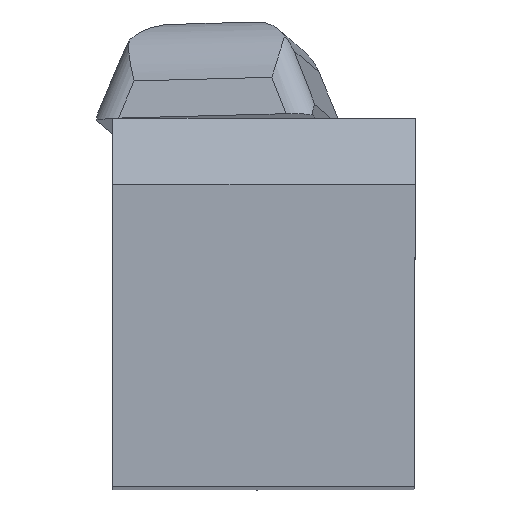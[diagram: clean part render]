
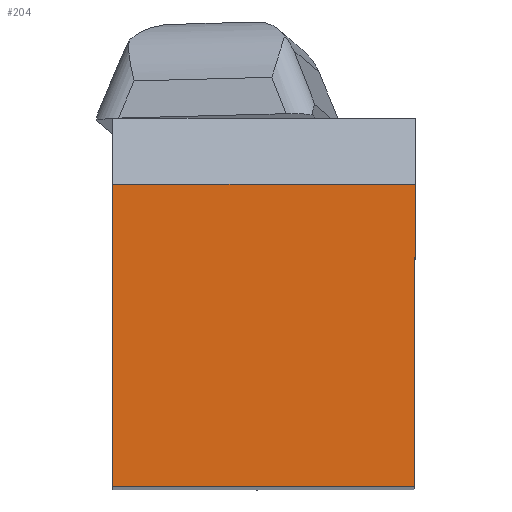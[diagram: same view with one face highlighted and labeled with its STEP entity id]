
A CAD part, top view. The second image highlights one B-rep face of the part: STEP entity #204.
In plain terms, the highlighted planar face has unit normal (0, 0, 1).
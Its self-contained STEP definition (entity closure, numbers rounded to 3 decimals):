
#143=FACE_OUTER_BOUND('',#571,.T.);
#204=ADVANCED_FACE('BLANK_BOXF006',(#143),#259,.F.);
#259=PLANE('',#1366);
#314=LINE('',#1909,#438);
#343=LINE('',#1986,#467);
#344=LINE('',#1988,#468);
#345=LINE('',#1990,#469);
#438=VECTOR('',#1507,1.);
#467=VECTOR('',#1574,1.);
#468=VECTOR('',#1575,1.);
#469=VECTOR('',#1576,1.);
#571=EDGE_LOOP('',(#724,#725,#726,#727));
#724=ORIENTED_EDGE('',*,*,#1097,.F.);
#725=ORIENTED_EDGE('',*,*,#1136,.F.);
#726=ORIENTED_EDGE('',*,*,#1137,.F.);
#727=ORIENTED_EDGE('',*,*,#1138,.F.);
#978=VERTEX_POINT('',#1908);
#979=VERTEX_POINT('',#1910);
#1008=VERTEX_POINT('',#1987);
#1009=VERTEX_POINT('',#1989);
#1097=EDGE_CURVE('',#978,#979,#314,.T.);
#1136=EDGE_CURVE('',#1008,#978,#343,.T.);
#1137=EDGE_CURVE('',#1009,#1008,#344,.T.);
#1138=EDGE_CURVE('',#979,#1009,#345,.T.);
#1366=AXIS2_PLACEMENT_3D('',#1991,#1577,#1578);
#1507=DIRECTION('',(0.,1.,0.));
#1574=DIRECTION('',(-1.,0.,0.));
#1575=DIRECTION('',(-0.004,-1.,0.));
#1576=DIRECTION('',(1.,0.,0.));
#1577=DIRECTION('',(0.,0.,-1.));
#1578=DIRECTION('',(-1.,0.,0.));
#1908=CARTESIAN_POINT('',(-15.875,0.,0.));
#1909=CARTESIAN_POINT('',(-15.875,-110.35,0.));
#1910=CARTESIAN_POINT('',(-15.875,15.875,0.));
#1986=CARTESIAN_POINT('',(110.35,0.,0.));
#1987=CARTESIAN_POINT('',(-0.069,0.,0.));
#1988=CARTESIAN_POINT('',(0.412,110.349,0.));
#1989=CARTESIAN_POINT('',(0.,15.875,0.));
#1990=CARTESIAN_POINT('',(-110.35,15.875,0.));
#1991=CARTESIAN_POINT('',(-20.875,-5.,0.));
